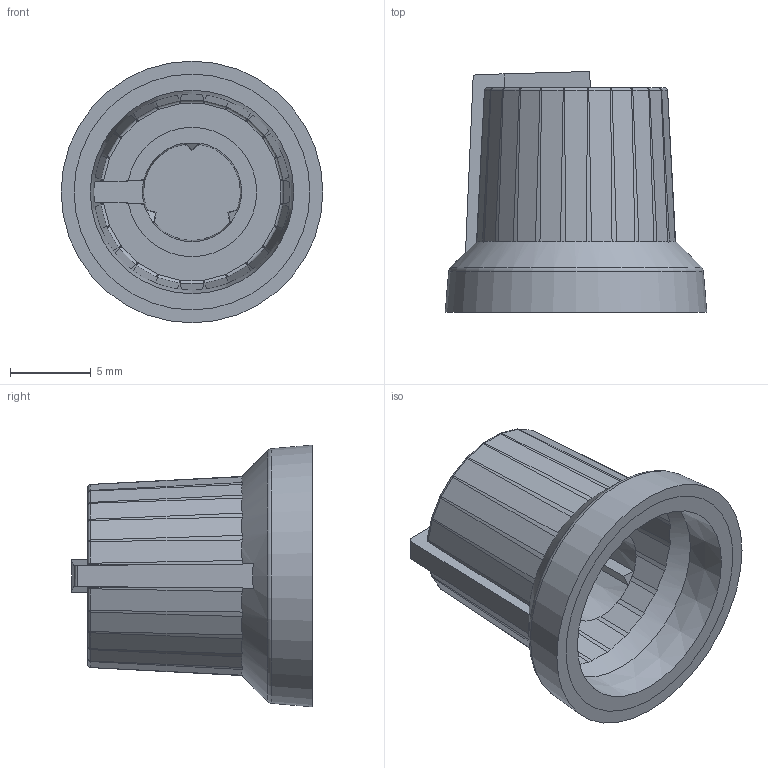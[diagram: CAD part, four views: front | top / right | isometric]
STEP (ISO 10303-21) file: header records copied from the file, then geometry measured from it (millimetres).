
FILE_DESCRIPTION(/* description */ (''),/* implementation_level */ '2;1');
FILE_NAME(/* name */ 'CL170829CR K87MAR 6mm SPL black orange.stp',/* time_stamp */ '2025-04-11T14:38:51+01:00',/* author */ ('tottley'),/* organization */ (''),/* preprocessor_version */ 'ST-DEVELOPER v20',/* originating_system */ 'Autodesk Inventor 2025',/* authorisation */ '');
FILE_SCHEMA (('AUTOMOTIVE_DESIGN { 1 0 10303 214 3 1 1 }'));
Length unit declared in the file: millimetre
Products named in the file (1): CL170828CR K87MAR 6mm SPL black green
Bounding box: 16.2 x 14.9 x 16.2 mm (x, y, z)
Volume: 1223.6 mm3; surface area: 1192.3 mm2
Topology: 1 solids, 1 shells, 125 faces, 363 edges, 242 vertices
Faces by surface type: plane 43, cone 31, cylinder 26, torus 25
Entity records: 4279 total; most frequent: CARTESIAN_POINT 905, ORIENTED_EDGE 726, DIRECTION 671, EDGE_CURVE 363, AXIS2_PLACEMENT_3D 269, VERTEX_POINT 242, LINE 133, VECTOR 133
